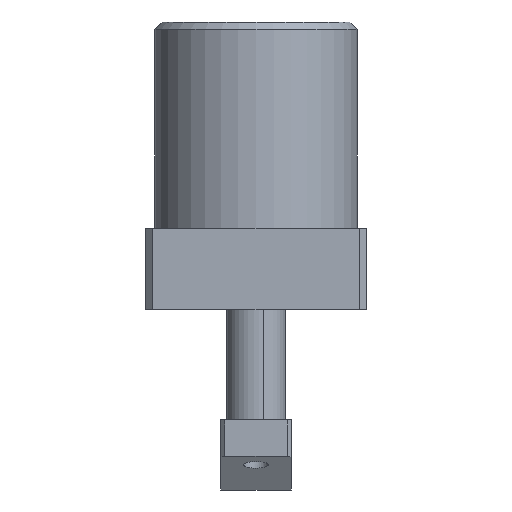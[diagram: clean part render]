
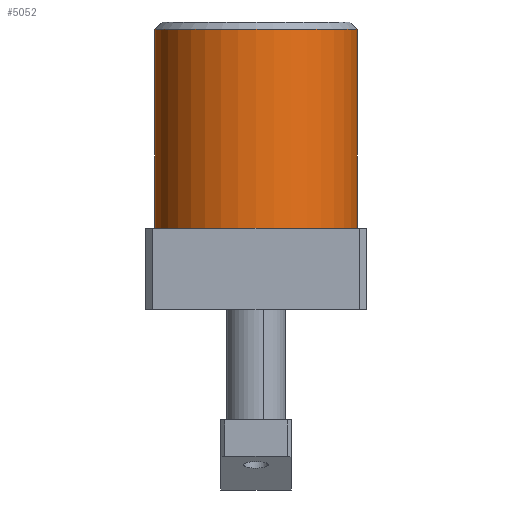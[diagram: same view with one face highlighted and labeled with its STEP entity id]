
A CAD part, front view. The second image highlights one B-rep face of the part: STEP entity #5052.
In plain terms, the highlighted cylindrical face has radius 27.5 mm (diameter 55 mm), a partial arc.
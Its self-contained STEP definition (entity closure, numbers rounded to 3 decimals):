
#216 = AXIS2_PLACEMENT_3D ( 'NONE', #1702, #1700, #1698 ) ;
#281 = AXIS2_PLACEMENT_3D ( 'NONE', #3404, #3405, #3406 ) ;
#466 = CIRCLE ( 'NONE', #281, 27.5 ) ;
#538 = LINE ( 'NONE', #5598, #539 ) ;
#539 = VECTOR ( 'NONE', #5599, 1000. ) ;
#540 = LINE ( 'NONE', #5588, #542 ) ;
#542 = VECTOR ( 'NONE', #5587, 1000. ) ;
#1240 = CARTESIAN_POINT ( 'NONE',  ( -27.5, 0., 22. ) ) ;
#1377 = CARTESIAN_POINT ( 'NONE',  ( 27.5, 0., 76. ) ) ;
#1383 = CARTESIAN_POINT ( 'NONE',  ( 27.5, 0., 22. ) ) ;
#1397 = CARTESIAN_POINT ( 'NONE',  ( -27.5, 0., 76. ) ) ;
#1698 = DIRECTION ( 'NONE',  ( -1., 0., 0. ) ) ;
#1700 = DIRECTION ( 'NONE',  ( 0., 0., -1. ) ) ;
#1702 = CARTESIAN_POINT ( 'NONE',  ( 0., 0., 78. ) ) ;
#2286 = CARTESIAN_POINT ( 'NONE',  ( 0., 0., 76. ) ) ;
#2287 = DIRECTION ( 'NONE',  ( 0., 0., -1. ) ) ;
#2288 = DIRECTION ( 'NONE',  ( 1., 0., 0. ) ) ;
#2684 = EDGE_CURVE ( 'NONE', #4778, #4798, #3096, .T. ) ;
#3096 = CIRCLE ( 'NONE', #5979, 27.5 ) ;
#3250 = FACE_OUTER_BOUND ( 'NONE', #4851, .T. ) ;
#3257 = CYLINDRICAL_SURFACE ( 'NONE', #216, 27.5 ) ;
#3404 = CARTESIAN_POINT ( 'NONE',  ( 0., 0., 22. ) ) ;
#3405 = DIRECTION ( 'NONE',  ( 0., 0., 1. ) ) ;
#3406 = DIRECTION ( 'NONE',  ( 1., 0., 0. ) ) ;
#4029 = VERTEX_POINT ( 'NONE', #1240 ) ;
#4778 = VERTEX_POINT ( 'NONE', #1377 ) ;
#4784 = VERTEX_POINT ( 'NONE', #1383 ) ;
#4798 = VERTEX_POINT ( 'NONE', #1397 ) ;
#4851 = EDGE_LOOP ( 'NONE', ( #4919, #4920, #4921, #4922 ) ) ;
#4919 = ORIENTED_EDGE ( 'NONE', *, *, #5828, .F. ) ;
#4920 = ORIENTED_EDGE ( 'NONE', *, *, #2684, .T. ) ;
#4921 = ORIENTED_EDGE ( 'NONE', *, *, #5826, .T. ) ;
#4922 = ORIENTED_EDGE ( 'NONE', *, *, #5777, .T. ) ;
#5052 = ADVANCED_FACE ( 'NONE', ( #3250 ), #3257, .T. ) ;
#5587 = DIRECTION ( 'NONE',  ( 0., 0., -1. ) ) ;
#5588 = CARTESIAN_POINT ( 'NONE',  ( 27.5, 0., 78. ) ) ;
#5598 = CARTESIAN_POINT ( 'NONE',  ( -27.5, 0., 78. ) ) ;
#5599 = DIRECTION ( 'NONE',  ( 0., 0., -1. ) ) ;
#5777 = EDGE_CURVE ( 'NONE', #4029, #4784, #466, .T. ) ;
#5826 = EDGE_CURVE ( 'NONE', #4798, #4029, #538, .T. ) ;
#5828 = EDGE_CURVE ( 'NONE', #4778, #4784, #540, .T. ) ;
#5979 = AXIS2_PLACEMENT_3D ( 'NONE', #2286, #2287, #2288 ) ;
